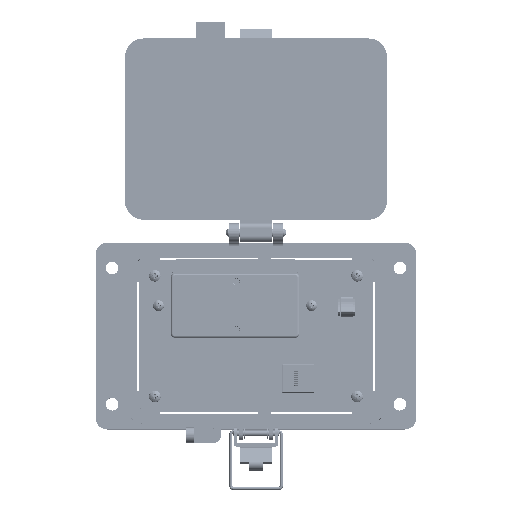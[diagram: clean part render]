
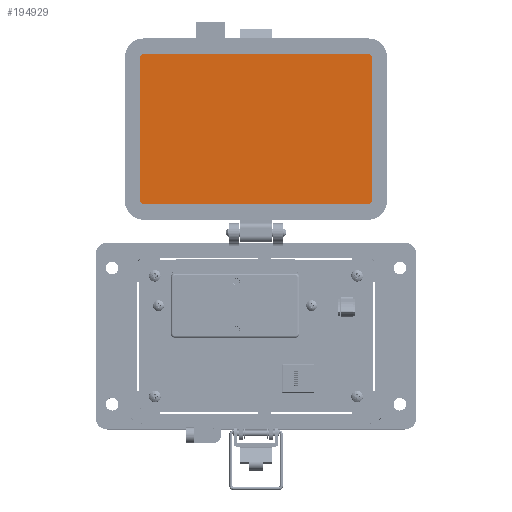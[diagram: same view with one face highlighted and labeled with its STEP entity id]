
A CAD part, top view. The second image highlights one B-rep face of the part: STEP entity #194929.
In plain terms, the highlighted planar face has unit normal (0, 0, 1).
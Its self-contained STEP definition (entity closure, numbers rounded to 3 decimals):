
#1144 = CARTESIAN_POINT ( 'NONE',  ( -59.505, 69.55, 8.694 ) ) ;
#8350 = CARTESIAN_POINT ( 'NONE',  ( 57.717, 69.55, 8.694 ) ) ;
#8921 = AXIS2_PLACEMENT_3D ( 'NONE', #219970, #122968, #241874 ) ;
#13770 = CARTESIAN_POINT ( 'NONE',  ( 57.717, 145.119, 8.694 ) ) ;
#14658 = CARTESIAN_POINT ( 'NONE',  ( -57.72, 67.765, 8.694 ) ) ;
#17225 = EDGE_CURVE ( 'NONE', #155314, #135026, #227014, .T. ) ;
#18800 = VECTOR ( 'NONE', #62313, 1000. ) ;
#22713 = AXIS2_PLACEMENT_3D ( 'NONE', #119729, #158586, #136588 ) ;
#27733 = DIRECTION ( 'NONE',  ( 0., 0., -1. ) ) ;
#38238 = CARTESIAN_POINT ( 'NONE',  ( 57.717, 67.765, 8.694 ) ) ;
#40368 = EDGE_LOOP ( 'NONE', ( #247519, #138627, #167292, #50866, #107792, #181013, #201056, #115699 ) ) ;
#47274 = VERTEX_POINT ( 'NONE', #255063 ) ;
#48739 = VERTEX_POINT ( 'NONE', #128939 ) ;
#50866 = ORIENTED_EDGE ( 'NONE', *, *, #17225, .F. ) ;
#51122 = DIRECTION ( 'NONE',  ( -1., 0., 0. ) ) ;
#52844 = DIRECTION ( 'NONE',  ( 0., -1., 0. ) ) ;
#53245 = CIRCLE ( 'NONE', #239111, 1.785 ) ;
#53804 = DIRECTION ( 'NONE',  ( 1., 0., 0. ) ) ;
#57086 = VERTEX_POINT ( 'NONE', #252746 ) ;
#62313 = DIRECTION ( 'NONE',  ( 0., -1., 0. ) ) ;
#66003 = CIRCLE ( 'NONE', #239546, 1.785 ) ;
#73172 = DIRECTION ( 'NONE',  ( 0., 0., -1. ) ) ;
#76251 = EDGE_CURVE ( 'NONE', #77318, #57086, #66003, .T. ) ;
#77318 = VERTEX_POINT ( 'NONE', #236157 ) ;
#96110 = VERTEX_POINT ( 'NONE', #151930 ) ;
#96986 = AXIS2_PLACEMENT_3D ( 'NONE', #111144, #108595, #52844 ) ;
#98934 = LINE ( 'NONE', #177828, #181686 ) ;
#101219 = CIRCLE ( 'NONE', #22713, 1.785 ) ;
#107282 = FACE_OUTER_BOUND ( 'NONE', #40368, .T. ) ;
#107792 = ORIENTED_EDGE ( 'NONE', *, *, #182185, .F. ) ;
#108595 = DIRECTION ( 'NONE',  ( 0., 0., 1. ) ) ;
#111144 = CARTESIAN_POINT ( 'NONE',  ( -30.745, 145.119, 8.694 ) ) ;
#115699 = ORIENTED_EDGE ( 'NONE', *, *, #136085, .F. ) ;
#118401 = CARTESIAN_POINT ( 'NONE',  ( -57.72, 143.334, 8.694 ) ) ;
#119729 = CARTESIAN_POINT ( 'NONE',  ( 57.717, 143.334, 8.694 ) ) ;
#122968 = DIRECTION ( 'NONE',  ( 0., 0., -1. ) ) ;
#128939 = CARTESIAN_POINT ( 'NONE',  ( 57.717, 145.119, 8.694 ) ) ;
#130539 = PLANE ( 'NONE',  #96986 ) ;
#135026 = VERTEX_POINT ( 'NONE', #14658 ) ;
#136085 = EDGE_CURVE ( 'NONE', #57086, #48739, #207824, .T. ) ;
#136588 = DIRECTION ( 'NONE',  ( 0., -1., 0. ) ) ;
#138627 = ORIENTED_EDGE ( 'NONE', *, *, #198103, .F. ) ;
#150070 = EDGE_CURVE ( 'NONE', #135026, #223355, #211272, .T. ) ;
#151930 = CARTESIAN_POINT ( 'NONE',  ( 59.502, 143.334, 8.694 ) ) ;
#155314 = VERTEX_POINT ( 'NONE', #38238 ) ;
#158586 = DIRECTION ( 'NONE',  ( 0., 0., -1. ) ) ;
#160703 = LINE ( 'NONE', #239490, #18800 ) ;
#163549 = VECTOR ( 'NONE', #53804, 1000. ) ;
#167292 = ORIENTED_EDGE ( 'NONE', *, *, #150070, .F. ) ;
#176163 = CARTESIAN_POINT ( 'NONE',  ( -57.72, 67.765, 8.694 ) ) ;
#177828 = CARTESIAN_POINT ( 'NONE',  ( -59.505, 143.334, 8.694 ) ) ;
#181013 = ORIENTED_EDGE ( 'NONE', *, *, #241779, .F. ) ;
#181686 = VECTOR ( 'NONE', #237249, 1000. ) ;
#182185 = EDGE_CURVE ( 'NONE', #47274, #155314, #53245, .T. ) ;
#182519 = VECTOR ( 'NONE', #51122, 1000. ) ;
#184274 = DIRECTION ( 'NONE',  ( 0., -1., 0. ) ) ;
#194929 = ADVANCED_FACE ( 'NONE', ( #107282 ), #130539, .T. ) ;
#198103 = EDGE_CURVE ( 'NONE', #223355, #77318, #98934, .T. ) ;
#201056 = ORIENTED_EDGE ( 'NONE', *, *, #233466, .F. ) ;
#207824 = LINE ( 'NONE', #13770, #163549 ) ;
#211272 = CIRCLE ( 'NONE', #8921, 1.785 ) ;
#219970 = CARTESIAN_POINT ( 'NONE',  ( -57.72, 69.55, 8.694 ) ) ;
#223355 = VERTEX_POINT ( 'NONE', #1144 ) ;
#227014 = LINE ( 'NONE', #176163, #182519 ) ;
#233466 = EDGE_CURVE ( 'NONE', #48739, #96110, #101219, .T. ) ;
#236157 = CARTESIAN_POINT ( 'NONE',  ( -59.505, 143.334, 8.694 ) ) ;
#237249 = DIRECTION ( 'NONE',  ( 0., 1., 0. ) ) ;
#239111 = AXIS2_PLACEMENT_3D ( 'NONE', #8350, #27733, #184274 ) ;
#239490 = CARTESIAN_POINT ( 'NONE',  ( 59.502, 69.55, 8.694 ) ) ;
#239546 = AXIS2_PLACEMENT_3D ( 'NONE', #118401, #73172, #255438 ) ;
#241779 = EDGE_CURVE ( 'NONE', #96110, #47274, #160703, .T. ) ;
#241874 = DIRECTION ( 'NONE',  ( 0., -1., 0. ) ) ;
#247519 = ORIENTED_EDGE ( 'NONE', *, *, #76251, .F. ) ;
#252746 = CARTESIAN_POINT ( 'NONE',  ( -57.72, 145.119, 8.694 ) ) ;
#255063 = CARTESIAN_POINT ( 'NONE',  ( 59.502, 69.55, 8.694 ) ) ;
#255438 = DIRECTION ( 'NONE',  ( 0., -1., 0. ) ) ;
